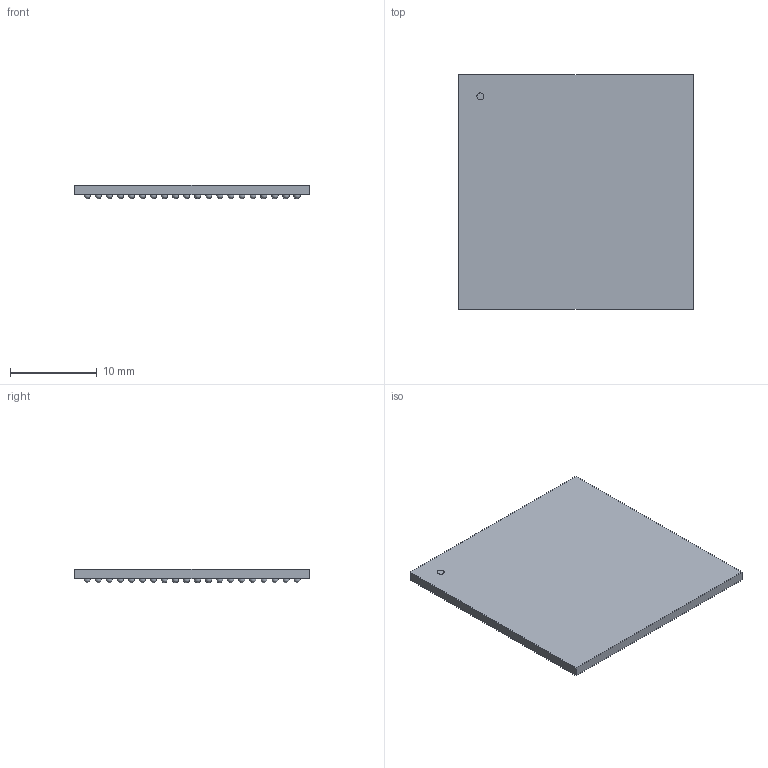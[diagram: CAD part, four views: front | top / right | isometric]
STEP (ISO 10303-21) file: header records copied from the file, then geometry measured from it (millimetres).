
FILE_DESCRIPTION(('FreeCAD Model'),'2;1');
FILE_NAME('BGA_256.stp','2015-04-12T09:54:03',( 'FreeCAD'),('FreeCAD'),'Open CASCADE STEP processor 6.7','FreeCAD', 'Unknown');
FILE_SCHEMA(('AUTOMOTIVE_DESIGN_CC2 { 1 2 10303 214 -1 1 5 4 }'));
Length unit declared in the file: millimetre
Products named in the file (2): Pocket; Fusion002
Bounding box: 27 x 27 x 1.57 mm (x, y, z)
Volume: 856.2 mm3; surface area: 2017.3 mm2
Topology: 257 solids, 257 shells, 264 faces, 783 edges, 522 vertices
Faces by surface type: sphere 256, plane 7, cylinder 1
Full cylindrical faces by diameter (mm): 0.8 x1
Entity records: 5344 total; most frequent: CARTESIAN_POINT 582, DIRECTION 576, AXIS2_PLACEMENT_3D 267, VERTEX_POINT 266, FACE_BOUND 265, ADVANCED_FACE 264, STYLED_ITEM 264, PRESENTATION_STYLE_ASSIGNMENT 264
